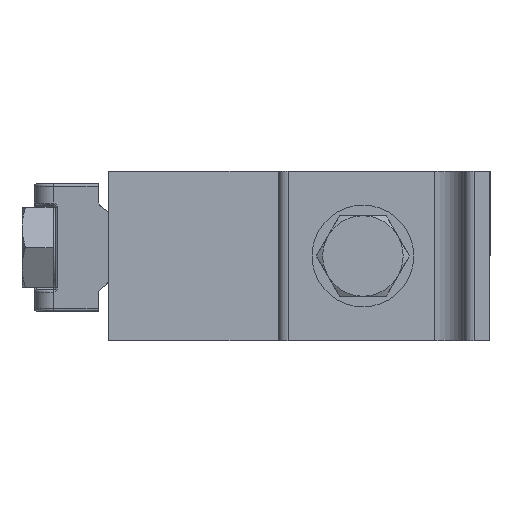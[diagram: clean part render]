
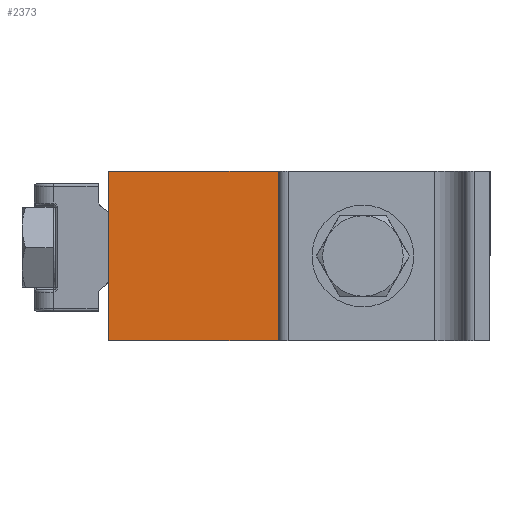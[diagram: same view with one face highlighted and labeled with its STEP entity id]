
A CAD part, left-side view. The second image highlights one B-rep face of the part: STEP entity #2373.
In plain terms, the highlighted face is planar.
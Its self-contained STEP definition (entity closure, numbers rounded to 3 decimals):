
#118 = CARTESIAN_POINT ( 'NONE',  ( 0., 20., 3. ) ) ;
#611 = ORIENTED_EDGE ( 'NONE', *, *, #16132, .F. ) ;
#738 = FACE_OUTER_BOUND ( 'NONE', #17359, .T. ) ;
#1392 = DIRECTION ( 'NONE',  ( 1., 0., 0. ) ) ;
#1403 = DIRECTION ( 'NONE',  ( -1., 0., 0. ) ) ;
#1955 = CARTESIAN_POINT ( 'NONE',  ( 6.5, 20., 3. ) ) ;
#2053 = EDGE_CURVE ( 'NONE', #16902, #11425, #11122, .T. ) ;
#2187 = EDGE_CURVE ( 'NONE', #11425, #3831, #10679, .T. ) ;
#2324 = DIRECTION ( 'NONE',  ( -1., 0., 0. ) ) ;
#2373 = ADVANCED_FACE ( 'NONE', ( #738, #14623 ), #6350, .F. ) ;
#2501 = VECTOR ( 'NONE', #1403, 1000. ) ;
#3025 = DIRECTION ( 'NONE',  ( 0., 0., 1. ) ) ;
#3290 = VERTEX_POINT ( 'NONE', #13010 ) ;
#3831 = VERTEX_POINT ( 'NONE', #11466 ) ;
#4306 = CARTESIAN_POINT ( 'NONE',  ( 20., 0., 3. ) ) ;
#4658 = DIRECTION ( 'NONE',  ( 0., -1., 0. ) ) ;
#4665 = AXIS2_PLACEMENT_3D ( 'NONE', #118, #3025, #11115 ) ;
#4672 = AXIS2_PLACEMENT_3D ( 'NONE', #11049, #6819, #2324 ) ;
#4875 = CARTESIAN_POINT ( 'NONE',  ( -20., 80., 3. ) ) ;
#4929 = DIRECTION ( 'NONE',  ( 0., 0., 1. ) ) ;
#5755 = CIRCLE ( 'NONE', #10734, 6.5 ) ;
#5805 = CIRCLE ( 'NONE', #4665, 6.5 ) ;
#6117 = ORIENTED_EDGE ( 'NONE', *, *, #16175, .T. ) ;
#6219 = LINE ( 'NONE', #4306, #8580 ) ;
#6267 = VECTOR ( 'NONE', #1392, 1000. ) ;
#6276 = EDGE_CURVE ( 'NONE', #16232, #3290, #5755, .T. ) ;
#6350 = PLANE ( 'NONE',  #4672 ) ;
#6424 = DIRECTION ( 'NONE',  ( 1., 0., 0. ) ) ;
#6819 = DIRECTION ( 'NONE',  ( 0., 0., -1. ) ) ;
#6981 = VECTOR ( 'NONE', #4658, 1000. ) ;
#7244 = CARTESIAN_POINT ( 'NONE',  ( -20., 0., 3. ) ) ;
#7251 = ORIENTED_EDGE ( 'NONE', *, *, #2187, .T. ) ;
#8149 = CARTESIAN_POINT ( 'NONE',  ( -20., 0., 3. ) ) ;
#8580 = VECTOR ( 'NONE', #15410, 1000. ) ;
#9032 = ORIENTED_EDGE ( 'NONE', *, *, #6276, .F. ) ;
#10663 = EDGE_CURVE ( 'NONE', #3831, #12075, #11455, .T. ) ;
#10679 = LINE ( 'NONE', #7244, #6981 ) ;
#10734 = AXIS2_PLACEMENT_3D ( 'NONE', #13217, #4929, #6424 ) ;
#11049 = CARTESIAN_POINT ( 'NONE',  ( -20., 80., 3. ) ) ;
#11115 = DIRECTION ( 'NONE',  ( 1., 0., 0. ) ) ;
#11122 = LINE ( 'NONE', #12631, #2501 ) ;
#11350 = ORIENTED_EDGE ( 'NONE', *, *, #2053, .T. ) ;
#11425 = VERTEX_POINT ( 'NONE', #4875 ) ;
#11455 = LINE ( 'NONE', #8149, #6267 ) ;
#11466 = CARTESIAN_POINT ( 'NONE',  ( -20., 0., 3. ) ) ;
#11783 = CARTESIAN_POINT ( 'NONE',  ( 20., 80., 3. ) ) ;
#12075 = VERTEX_POINT ( 'NONE', #13886 ) ;
#12631 = CARTESIAN_POINT ( 'NONE',  ( -20., 80., 3. ) ) ;
#13010 = CARTESIAN_POINT ( 'NONE',  ( -6.5, 20., 3. ) ) ;
#13217 = CARTESIAN_POINT ( 'NONE',  ( 0., 20., 3. ) ) ;
#13886 = CARTESIAN_POINT ( 'NONE',  ( 20., 0., 3. ) ) ;
#14623 = FACE_BOUND ( 'NONE', #16554, .T. ) ;
#15410 = DIRECTION ( 'NONE',  ( 0., 1., 0. ) ) ;
#15481 = ORIENTED_EDGE ( 'NONE', *, *, #10663, .T. ) ;
#16132 = EDGE_CURVE ( 'NONE', #3290, #16232, #5805, .T. ) ;
#16175 = EDGE_CURVE ( 'NONE', #12075, #16902, #6219, .T. ) ;
#16232 = VERTEX_POINT ( 'NONE', #1955 ) ;
#16554 = EDGE_LOOP ( 'NONE', ( #611, #9032 ) ) ;
#16902 = VERTEX_POINT ( 'NONE', #11783 ) ;
#17359 = EDGE_LOOP ( 'NONE', ( #7251, #15481, #6117, #11350 ) ) ;
